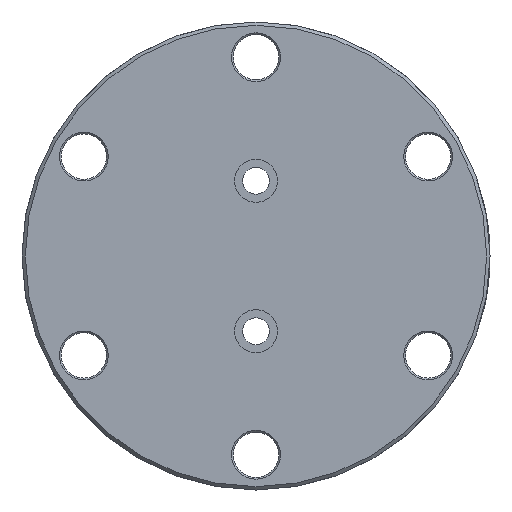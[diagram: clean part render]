
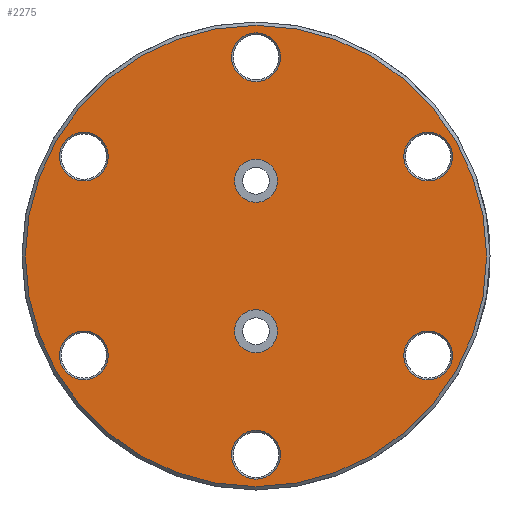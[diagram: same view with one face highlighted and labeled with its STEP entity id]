
A CAD part, front view. The second image highlights one B-rep face of the part: STEP entity #2275.
In plain terms, the highlighted planar face has unit normal (0, -1, 0).
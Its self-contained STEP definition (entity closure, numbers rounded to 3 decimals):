
#212=FACE_BOUND('',#423,.T.);
#213=FACE_BOUND('',#424,.T.);
#214=FACE_BOUND('',#425,.T.);
#215=FACE_BOUND('',#426,.T.);
#216=FACE_BOUND('',#427,.T.);
#217=FACE_BOUND('',#428,.T.);
#218=FACE_BOUND('',#429,.T.);
#219=FACE_BOUND('',#430,.T.);
#237=PLANE('',#2480);
#290=FACE_OUTER_BOUND('',#422,.T.);
#422=EDGE_LOOP('',(#1562));
#423=EDGE_LOOP('',(#1563));
#424=EDGE_LOOP('',(#1564));
#425=EDGE_LOOP('',(#1565));
#426=EDGE_LOOP('',(#1566));
#427=EDGE_LOOP('',(#1567));
#428=EDGE_LOOP('',(#1568));
#429=EDGE_LOOP('',(#1569));
#430=EDGE_LOOP('',(#1570));
#852=CIRCLE('',#2471,3.175);
#854=CIRCLE('',#2474,3.175);
#858=CIRCLE('',#2479,34.05);
#859=CIRCLE('',#2481,3.6);
#860=CIRCLE('',#2482,3.6);
#861=CIRCLE('',#2483,3.6);
#862=CIRCLE('',#2484,3.6);
#863=CIRCLE('',#2485,3.6);
#864=CIRCLE('',#2486,3.6);
#952=VERTEX_POINT('',#3277);
#954=VERTEX_POINT('',#3283);
#958=VERTEX_POINT('',#3293);
#959=VERTEX_POINT('',#3297);
#960=VERTEX_POINT('',#3299);
#961=VERTEX_POINT('',#3301);
#962=VERTEX_POINT('',#3303);
#963=VERTEX_POINT('',#3305);
#964=VERTEX_POINT('',#3307);
#1189=EDGE_CURVE('',#952,#952,#852,.T.);
#1192=EDGE_CURVE('',#954,#954,#854,.T.);
#1198=EDGE_CURVE('',#958,#958,#858,.T.);
#1199=EDGE_CURVE('',#959,#959,#859,.T.);
#1200=EDGE_CURVE('',#960,#960,#860,.T.);
#1201=EDGE_CURVE('',#961,#961,#861,.T.);
#1202=EDGE_CURVE('',#962,#962,#862,.T.);
#1203=EDGE_CURVE('',#963,#963,#863,.T.);
#1204=EDGE_CURVE('',#964,#964,#864,.T.);
#1562=ORIENTED_EDGE('',*,*,#1198,.F.);
#1563=ORIENTED_EDGE('',*,*,#1189,.T.);
#1564=ORIENTED_EDGE('',*,*,#1192,.T.);
#1565=ORIENTED_EDGE('',*,*,#1199,.F.);
#1566=ORIENTED_EDGE('',*,*,#1200,.F.);
#1567=ORIENTED_EDGE('',*,*,#1201,.F.);
#1568=ORIENTED_EDGE('',*,*,#1202,.F.);
#1569=ORIENTED_EDGE('',*,*,#1203,.F.);
#1570=ORIENTED_EDGE('',*,*,#1204,.F.);
#2275=ADVANCED_FACE('',(#290,#212,#213,#214,#215,#216,#217,#218,#219),#237,
 .T.);
#2471=AXIS2_PLACEMENT_3D('',#3278,#2705,#2706);
#2474=AXIS2_PLACEMENT_3D('',#3284,#2712,#2713);
#2479=AXIS2_PLACEMENT_3D('',#3295,#2724,#2725);
#2480=AXIS2_PLACEMENT_3D('',#3296,#2726,#2727);
#2481=AXIS2_PLACEMENT_3D('',#3298,#2728,#2729);
#2482=AXIS2_PLACEMENT_3D('',#3300,#2730,#2731);
#2483=AXIS2_PLACEMENT_3D('',#3302,#2732,#2733);
#2484=AXIS2_PLACEMENT_3D('',#3304,#2734,#2735);
#2485=AXIS2_PLACEMENT_3D('',#3306,#2736,#2737);
#2486=AXIS2_PLACEMENT_3D('',#3308,#2738,#2739);
#2705=DIRECTION('center_axis',(0.,1.,0.));
#2706=DIRECTION('ref_axis',(-1.,0.,0.));
#2712=DIRECTION('center_axis',(0.,1.,0.));
#2713=DIRECTION('ref_axis',(-1.,0.,0.));
#2724=DIRECTION('center_axis',(0.,1.,0.));
#2725=DIRECTION('ref_axis',(1.,0.,0.));
#2726=DIRECTION('center_axis',(0.,-1.,0.));
#2727=DIRECTION('ref_axis',(0.,0.,-1.));
#2728=DIRECTION('center_axis',(0.,-1.,0.));
#2729=DIRECTION('ref_axis',(0.5,0.,0.866));
#2730=DIRECTION('center_axis',(0.,-1.,0.));
#2731=DIRECTION('ref_axis',(-1.,0.,0.));
#2732=DIRECTION('center_axis',(0.,-1.,0.));
#2733=DIRECTION('ref_axis',(0.5,0.,-0.866));
#2734=DIRECTION('center_axis',(0.,-1.,0.));
#2735=DIRECTION('ref_axis',(1.,0.,0.));
#2736=DIRECTION('center_axis',(0.,-1.,0.));
#2737=DIRECTION('ref_axis',(-0.5,0.,-0.866));
#2738=DIRECTION('center_axis',(0.,-1.,0.));
#2739=DIRECTION('ref_axis',(-0.5,0.,0.866));
#3277=CARTESIAN_POINT('',(3.175,0.,-11.1));
#3278=CARTESIAN_POINT('Origin',(0.,0.,-11.1));
#3283=CARTESIAN_POINT('',(3.175,0.,11.1));
#3284=CARTESIAN_POINT('Origin',(0.,0.,11.1));
#3293=CARTESIAN_POINT('',(-34.05,0.,0.));
#3295=CARTESIAN_POINT('Origin',(0.,0.,0.));
#3296=CARTESIAN_POINT('Origin',(-34.55,0.,0.));
#3297=CARTESIAN_POINT('',(23.618,0.,-17.793));
#3298=CARTESIAN_POINT('Origin',(25.418,0.,-14.675));
#3299=CARTESIAN_POINT('',(3.6,0.,29.35));
#3300=CARTESIAN_POINT('Origin',(0.,0.,29.35));
#3301=CARTESIAN_POINT('',(-27.218,0.,-11.557));
#3302=CARTESIAN_POINT('Origin',(-25.418,0.,-14.675));
#3303=CARTESIAN_POINT('',(-3.6,0.,-29.35));
#3304=CARTESIAN_POINT('Origin',(0.,0.,-29.35));
#3305=CARTESIAN_POINT('',(-23.618,0.,17.793));
#3306=CARTESIAN_POINT('Origin',(-25.418,0.,14.675));
#3307=CARTESIAN_POINT('',(27.218,0.,11.557));
#3308=CARTESIAN_POINT('Origin',(25.418,0.,14.675));
